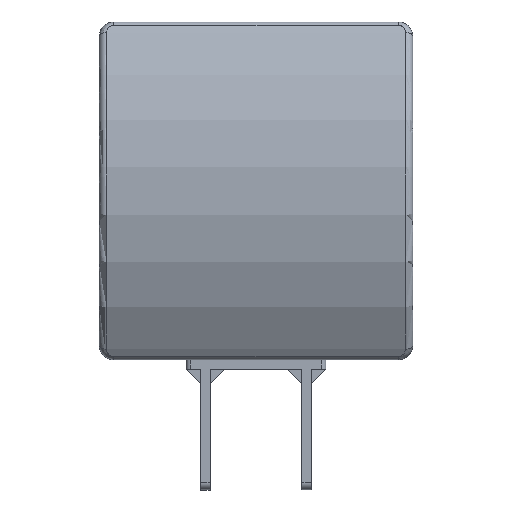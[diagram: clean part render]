
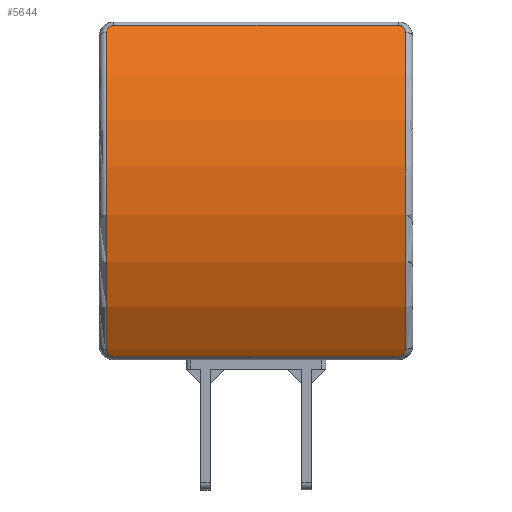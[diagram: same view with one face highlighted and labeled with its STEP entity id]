
A CAD part, top view. The second image highlights one B-rep face of the part: STEP entity #5644.
In plain terms, the highlighted cylindrical face has radius 122 mm (diameter 244 mm), a partial arc.
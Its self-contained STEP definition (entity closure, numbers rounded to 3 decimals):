
#394=FACE_OUTER_BOUND('',#729,.T.);
#729=EDGE_LOOP('',(#4191,#4192,#4193,#4194,#4195,#4196,#4197,#4198));
#1105=CIRCLE('',#6116,122.);
#1110=CIRCLE('',#6123,122.);
#1385=LINE('',#8982,#1945);
#1387=LINE('',#9081,#1947);
#1945=VECTOR('',#6950,10.);
#1947=VECTOR('',#6966,10.);
#2405=B_SPLINE_CURVE_WITH_KNOTS('',3,(#8971,#8972,#8973,#8974,#8975,#8976),
 .UNSPECIFIED.,.F.,.F.,(4,1,1,4),(0.,0.222,0.37,
0.519),.UNSPECIFIED.);
#2407=B_SPLINE_CURVE_WITH_KNOTS('',3,(#9021,#9022,#9023,#9024,#9025,#9026),
 .UNSPECIFIED.,.F.,.F.,(4,1,1,4),(0.,0.074,0.222,
0.519),.UNSPECIFIED.);
#2409=B_SPLINE_CURVE_WITH_KNOTS('',3,(#9070,#9071,#9072,#9073,#9074,#9075),
 .UNSPECIFIED.,.F.,.F.,(4,1,1,4),(0.,0.222,
0.37,0.519),.UNSPECIFIED.);
#2411=B_SPLINE_CURVE_WITH_KNOTS('',3,(#9120,#9121,#9122,#9123,#9124,#9125),
 .UNSPECIFIED.,.F.,.F.,(4,1,1,4),(0.,0.148,0.222,
0.519),.UNSPECIFIED.);
#2567=VERTEX_POINT('',#8960);
#2569=VERTEX_POINT('',#8969);
#2570=VERTEX_POINT('',#8978);
#2572=VERTEX_POINT('',#9013);
#2573=VERTEX_POINT('',#9028);
#2574=VERTEX_POINT('',#9061);
#2576=VERTEX_POINT('',#9077);
#2578=VERTEX_POINT('',#9112);
#3168=EDGE_CURVE('',#2569,#2567,#2405,.T.);
#3171=EDGE_CURVE('',#2567,#2570,#1385,.T.);
#3174=EDGE_CURVE('',#2570,#2572,#2407,.T.);
#3175=EDGE_CURVE('',#2572,#2573,#1105,.T.);
#3179=EDGE_CURVE('',#2573,#2574,#2409,.T.);
#3182=EDGE_CURVE('',#2574,#2576,#1387,.T.);
#3185=EDGE_CURVE('',#2576,#2578,#2411,.T.);
#3186=EDGE_CURVE('',#2578,#2569,#1110,.T.);
#4191=ORIENTED_EDGE('',*,*,#3168,.F.);
#4192=ORIENTED_EDGE('',*,*,#3186,.F.);
#4193=ORIENTED_EDGE('',*,*,#3185,.F.);
#4194=ORIENTED_EDGE('',*,*,#3182,.F.);
#4195=ORIENTED_EDGE('',*,*,#3179,.F.);
#4196=ORIENTED_EDGE('',*,*,#3175,.F.);
#4197=ORIENTED_EDGE('',*,*,#3174,.F.);
#4198=ORIENTED_EDGE('',*,*,#3171,.F.);
#5484=CYLINDRICAL_SURFACE('',#6130,122.);
#5644=ADVANCED_FACE('',(#394),#5484,.T.);
#6116=AXIS2_PLACEMENT_3D('',#9029,#6955,#6956);
#6123=AXIS2_PLACEMENT_3D('',#9127,#6971,#6972);
#6130=AXIS2_PLACEMENT_3D('',#9157,#6997,#6998);
#6950=DIRECTION('',(1.,0.,0.));
#6955=DIRECTION('center_axis',(1.,0.,0.));
#6956=DIRECTION('ref_axis',(0.,-1.,0.));
#6966=DIRECTION('',(-1.,0.,0.));
#6971=DIRECTION('center_axis',(-1.,0.,0.));
#6972=DIRECTION('ref_axis',(0.,-1.,0.));
#6997=DIRECTION('center_axis',(-1.,0.,0.));
#6998=DIRECTION('ref_axis',(0.,-0.819,0.574));
#8960=CARTESIAN_POINT('',(-59.,-31.406,68.689));
#8969=CARTESIAN_POINT('',(-62.,-33.434,65.613));
#8971=CARTESIAN_POINT('Ctrl Pts',(-62.,-33.434,65.613));
#8972=CARTESIAN_POINT('Ctrl Pts',(-62.,-33.025,66.254));
#8973=CARTESIAN_POINT('Ctrl Pts',(-61.677,-32.332,67.317));
#8974=CARTESIAN_POINT('Ctrl Pts',(-60.473,-31.586,68.425));
#8975=CARTESIAN_POINT('Ctrl Pts',(-59.494,-31.406,68.689));
#8976=CARTESIAN_POINT('Ctrl Pts',(-59.,-31.406,68.689));
#8978=CARTESIAN_POINT('',(59.,-31.406,68.689));
#8982=CARTESIAN_POINT('',(65.,-31.406,68.689));
#9013=CARTESIAN_POINT('',(62.,-33.434,65.613));
#9021=CARTESIAN_POINT('Ctrl Pts',(59.,-31.406,68.689));
#9022=CARTESIAN_POINT('Ctrl Pts',(59.247,-31.406,68.689));
#9023=CARTESIAN_POINT('Ctrl Pts',(59.99,-31.469,68.596));
#9024=CARTESIAN_POINT('Ctrl Pts',(61.48,-32.04,67.757));
#9025=CARTESIAN_POINT('Ctrl Pts',(62.,-32.889,66.467));
#9026=CARTESIAN_POINT('Ctrl Pts',(62.,-33.434,65.613));
#9028=CARTESIAN_POINT('',(62.,-33.434,-65.613));
#9029=CARTESIAN_POINT('Origin',(62.,69.42,0.));
#9061=CARTESIAN_POINT('',(59.,-31.406,-68.689));
#9070=CARTESIAN_POINT('Ctrl Pts',(62.,-33.434,-65.613));
#9071=CARTESIAN_POINT('Ctrl Pts',(62.,-33.025,-66.254));
#9072=CARTESIAN_POINT('Ctrl Pts',(61.677,-32.332,-67.317));
#9073=CARTESIAN_POINT('Ctrl Pts',(60.473,-31.586,-68.425));
#9074=CARTESIAN_POINT('Ctrl Pts',(59.494,-31.406,-68.689));
#9075=CARTESIAN_POINT('Ctrl Pts',(59.,-31.406,-68.689));
#9077=CARTESIAN_POINT('',(-59.,-31.406,-68.689));
#9081=CARTESIAN_POINT('',(65.,-31.406,-68.689));
#9112=CARTESIAN_POINT('',(-62.,-33.434,-65.613));
#9120=CARTESIAN_POINT('Ctrl Pts',(-59.,-31.406,-68.689));
#9121=CARTESIAN_POINT('Ctrl Pts',(-59.494,-31.406,-68.689));
#9122=CARTESIAN_POINT('Ctrl Pts',(-60.226,-31.539,-68.494));
#9123=CARTESIAN_POINT('Ctrl Pts',(-61.562,-32.183,-67.539));
#9124=CARTESIAN_POINT('Ctrl Pts',(-62.,-32.889,-66.467));
#9125=CARTESIAN_POINT('Ctrl Pts',(-62.,-33.434,-65.613));
#9127=CARTESIAN_POINT('Origin',(-62.,69.42,0.));
#9157=CARTESIAN_POINT('Origin',(65.,69.42,0.));
